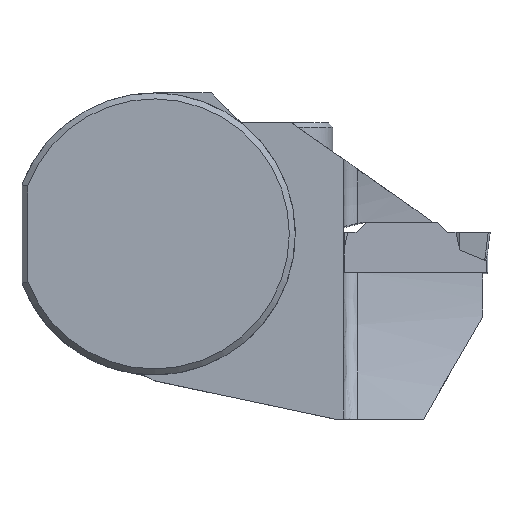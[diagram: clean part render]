
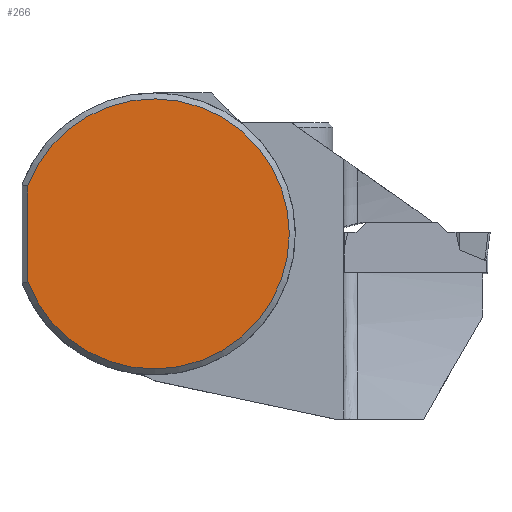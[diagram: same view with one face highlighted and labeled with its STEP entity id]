
A CAD part, top view. The second image highlights one B-rep face of the part: STEP entity #266.
In plain terms, the highlighted planar face has unit normal (0, 0, 1).
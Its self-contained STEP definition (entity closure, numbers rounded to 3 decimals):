
#212=CIRCLE('',#1607,15.325);
#266=ADVANCED_FACE('',(#383),#325,.F.);
#325=PLANE('',#1610);
#383=FACE_OUTER_BOUND('',#458,.T.);
#458=EDGE_LOOP('',(#780,#781));
#780=ORIENTED_EDGE('',*,*,#1177,.F.);
#781=ORIENTED_EDGE('',*,*,#1179,.T.);
#998=VERTEX_POINT('',#2602);
#999=VERTEX_POINT('',#2607);
#1177=EDGE_CURVE('',#999,#998,#1305,.T.);
#1179=EDGE_CURVE('',#999,#998,#212,.T.);
#1305=LINE('',#2608,#1423);
#1423=VECTOR('',#1934,1.);
#1607=AXIS2_PLACEMENT_3D('',#2613,#1942,#1943);
#1610=AXIS2_PLACEMENT_3D('',#2616,#1948,#1949);
#1934=DIRECTION('',(0.,1.,0.));
#1942=DIRECTION('',(0.,0.,1.));
#1943=DIRECTION('',(1.,0.,0.));
#1948=DIRECTION('',(0.,0.,-1.));
#1949=DIRECTION('',(1.,0.,0.));
#2602=CARTESIAN_POINT('',(-14.325,5.445,0.));
#2607=CARTESIAN_POINT('',(-14.325,-5.445,0.));
#2608=CARTESIAN_POINT('',(-14.325,16.,0.));
#2613=CARTESIAN_POINT('',(0.,0.,0.));
#2616=CARTESIAN_POINT('',(0.,0.,0.));
